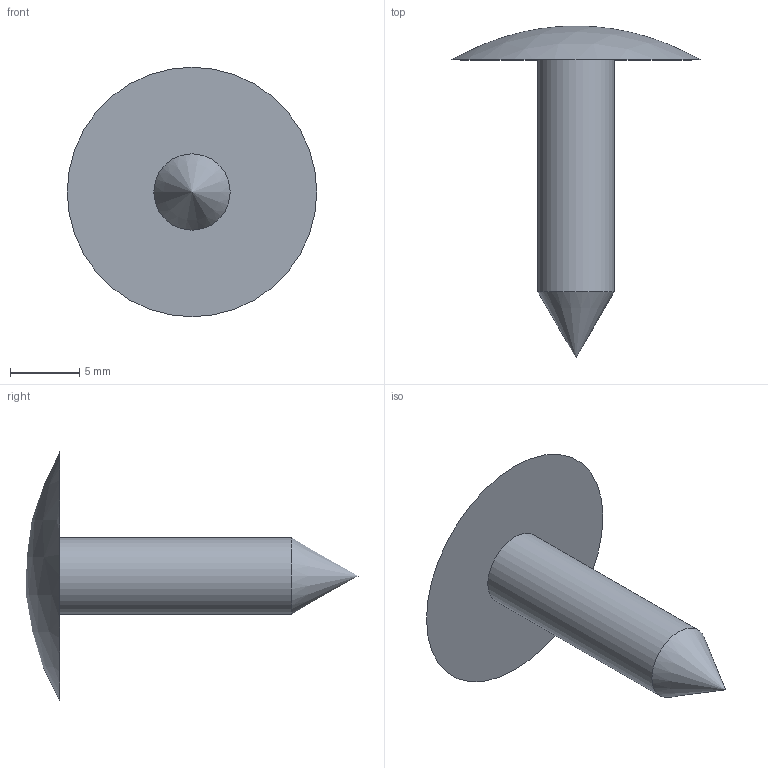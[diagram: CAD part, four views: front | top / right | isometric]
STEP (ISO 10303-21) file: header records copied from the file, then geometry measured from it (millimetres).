
FILE_DESCRIPTION(/* description */ (''),/* implementation_level */ '2;1');
FILE_NAME(/* name */ '129000',/* time_stamp */ '2014-10-06T13:40:58+02:00',/* author */ (''),/* organization */ (''),/* preprocessor_version */ 'ST-DEVELOPER v14',/* originating_system */ 'HiCAD 2013 1802.4 Build 509',/* authorisation */ '');
FILE_SCHEMA (('AUTOMOTIVE_DESIGN { 1 0 10303 214 1 1 1 1 }'));
Length unit declared in the file: millimetre
Products named in the file (2): Root; 129000Afdekkap voor inwendige verbinding ZWARTBOIKON
Assembly tree (1 placements, depth 2):
  Root
    129000Afdekkap voor inwendige verbinding ZWARTBOIKON
Bounding box: 18 x 23.95 x 18 mm (x, y, z)
Volume: 761.6 mm3; surface area: 841.5 mm2
Topology: 1 solids, 1 shells, 4 faces, 6 edges, 5 vertices
Faces by surface type: cone 1, cylinder 1, plane 1, sphere 1
Full cylindrical faces by diameter (mm): 5.5 x1
Entity records: 146 total; most frequent: DIRECTION 18, CARTESIAN_POINT 14, AXIS2_PLACEMENT_3D 9, PRESENTATION_STYLE_ASSIGNMENT 7, COLOUR_RGB 7, FACE_BOUND 7, DRAUGHTING_PRE_DEFINED_CURVE_FONT 6, CURVE_STYLE 6
